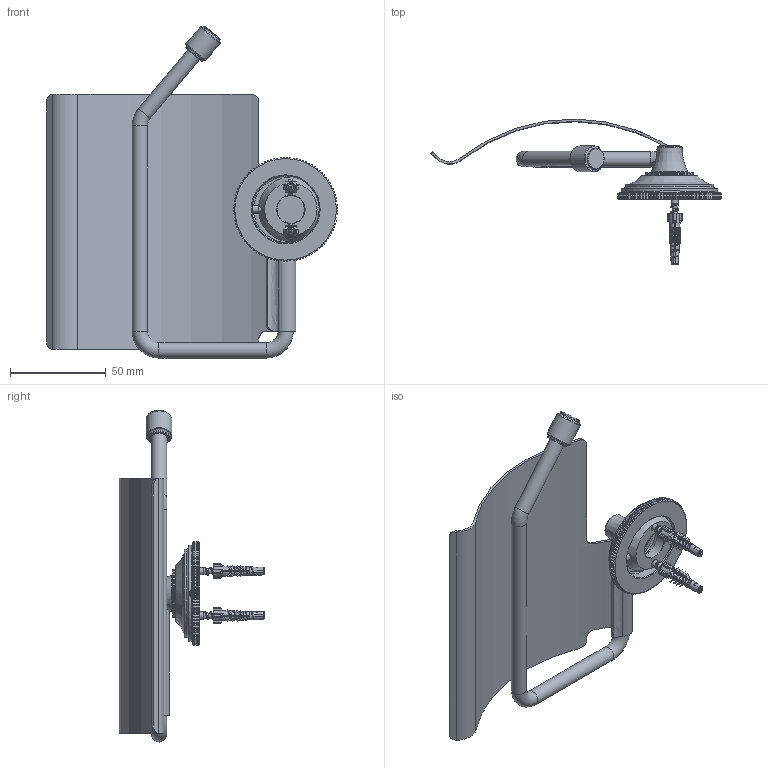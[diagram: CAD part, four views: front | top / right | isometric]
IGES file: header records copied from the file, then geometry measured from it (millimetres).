
Global section: file name: No Iges File Name specified; native system: Autodesk Inventor 2012; preprocessor: AutoDesk Inventor Iges Exporter R2012; author: mblakey; date: 20130207.113729; units: millimetre
Bounding box: 151.56 x 75.96 x 173.07 mm (x, y, z)
Volume: 57336.3 mm3; surface area: 59027.2 mm2
Topology: 10 solids, 10 shells, 1101 faces, 2776 edges, 1694 vertices
Faces by surface type: plane 646, cone 209, cylinder 145, revolution 80, torus 16, bspline 5
Full cylindrical faces by diameter (mm): 3.92 x2, 4 x1, 7.94 x4, 8.2 x2, 11.1 x2, 13.5 x1, 25 x1, 46 x1, 50 x1
